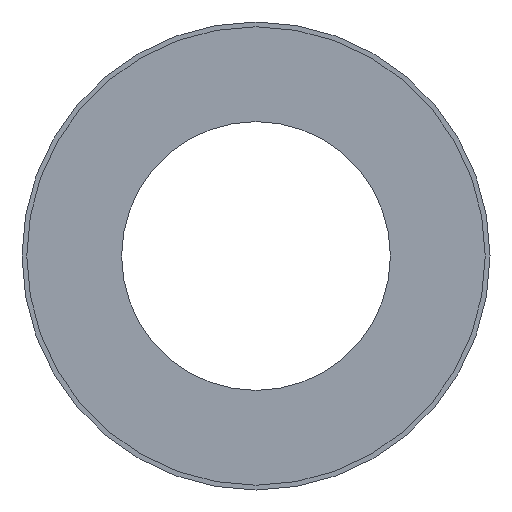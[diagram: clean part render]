
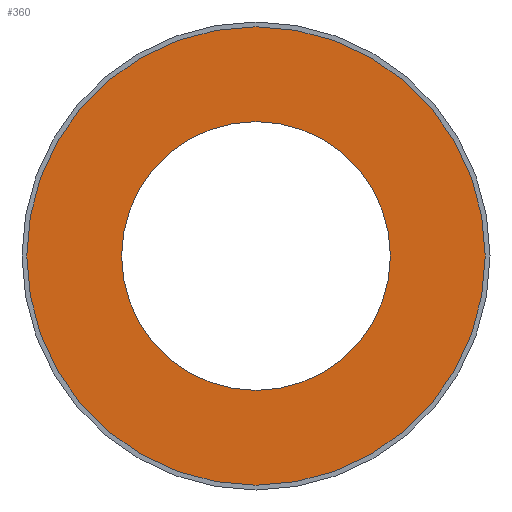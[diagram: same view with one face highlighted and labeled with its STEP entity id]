
A CAD part, front view. The second image highlights one B-rep face of the part: STEP entity #360.
In plain terms, the highlighted planar face has unit normal (0, -1, 0).
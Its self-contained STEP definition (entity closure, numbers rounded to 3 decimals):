
#1 = FACE_OUTER_BOUND ( 'NONE', #325, .T. ) ;
#35 = EDGE_CURVE ( 'NONE', #460, #192, #386, .T. ) ;
#42 = DIRECTION ( 'NONE',  ( 0., 0., -1. ) ) ;
#48 = DIRECTION ( 'NONE',  ( 0., 0., -1. ) ) ;
#76 = DIRECTION ( 'NONE',  ( 0., 0., -1. ) ) ;
#92 = DIRECTION ( 'NONE',  ( 0., 0., -1. ) ) ;
#98 = CIRCLE ( 'NONE', #338, 19.1 ) ;
#137 = CARTESIAN_POINT ( 'NONE',  ( 0., -2.52, 0. ) ) ;
#142 = AXIS2_PLACEMENT_3D ( 'NONE', #707, #456, #92 ) ;
#146 = ORIENTED_EDGE ( 'NONE', *, *, #35, .F. ) ;
#164 = ORIENTED_EDGE ( 'NONE', *, *, #607, .T. ) ;
#168 = CARTESIAN_POINT ( 'NONE',  ( 0., -2.52, 0. ) ) ;
#185 = AXIS2_PLACEMENT_3D ( 'NONE', #137, #571, #76 ) ;
#192 = VERTEX_POINT ( 'NONE', #432 ) ;
#201 = ORIENTED_EDGE ( 'NONE', *, *, #798, .T. ) ;
#214 = CARTESIAN_POINT ( 'NONE',  ( 0., -2.52, 19.1 ) ) ;
#232 = CARTESIAN_POINT ( 'NONE',  ( 0., -2.52, 0. ) ) ;
#237 = DIRECTION ( 'NONE',  ( 0., -1., 0. ) ) ;
#285 = CIRCLE ( 'NONE', #659, 19.1 ) ;
#288 = DIRECTION ( 'NONE',  ( 0., 0., -1. ) ) ;
#325 = EDGE_LOOP ( 'NONE', ( #164, #201 ) ) ;
#330 = PLANE ( 'NONE',  #142 ) ;
#338 = AXIS2_PLACEMENT_3D ( 'NONE', #232, #664, #288 ) ;
#360 = ADVANCED_FACE ( 'NONE', ( #1, #643 ), #330, .T. ) ;
#362 = EDGE_LOOP ( 'NONE', ( #492, #146 ) ) ;
#386 = CIRCLE ( 'NONE', #185, 11.2 ) ;
#412 = DIRECTION ( 'NONE',  ( 0., -1., 0. ) ) ;
#432 = CARTESIAN_POINT ( 'NONE',  ( 0., -2.52, 11.2 ) ) ;
#450 = AXIS2_PLACEMENT_3D ( 'NONE', #780, #412, #42 ) ;
#456 = DIRECTION ( 'NONE',  ( 0., -1., 0. ) ) ;
#460 = VERTEX_POINT ( 'NONE', #716 ) ;
#492 = ORIENTED_EDGE ( 'NONE', *, *, #564, .F. ) ;
#505 = VERTEX_POINT ( 'NONE', #584 ) ;
#508 = CIRCLE ( 'NONE', #450, 11.2 ) ;
#564 = EDGE_CURVE ( 'NONE', #192, #460, #508, .T. ) ;
#571 = DIRECTION ( 'NONE',  ( 0., -1., 0. ) ) ;
#584 = CARTESIAN_POINT ( 'NONE',  ( 0., -2.52, -19.1 ) ) ;
#607 = EDGE_CURVE ( 'NONE', #722, #505, #285, .T. ) ;
#643 = FACE_BOUND ( 'NONE', #362, .T. ) ;
#659 = AXIS2_PLACEMENT_3D ( 'NONE', #168, #237, #48 ) ;
#664 = DIRECTION ( 'NONE',  ( 0., -1., 0. ) ) ;
#707 = CARTESIAN_POINT ( 'NONE',  ( 0., -2.52, 0. ) ) ;
#716 = CARTESIAN_POINT ( 'NONE',  ( 0., -2.52, -11.2 ) ) ;
#722 = VERTEX_POINT ( 'NONE', #214 ) ;
#780 = CARTESIAN_POINT ( 'NONE',  ( 0., -2.52, 0. ) ) ;
#798 = EDGE_CURVE ( 'NONE', #505, #722, #98, .T. ) ;
